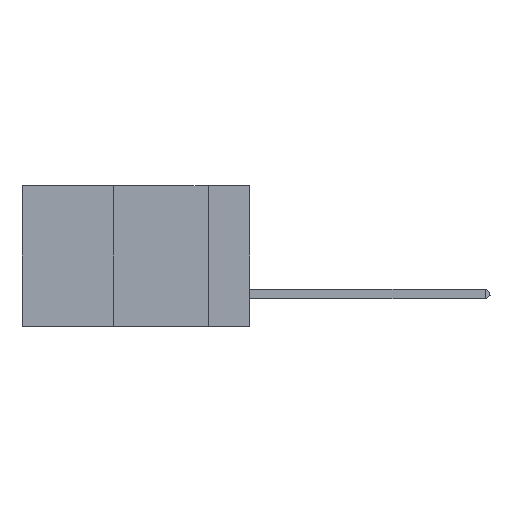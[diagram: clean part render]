
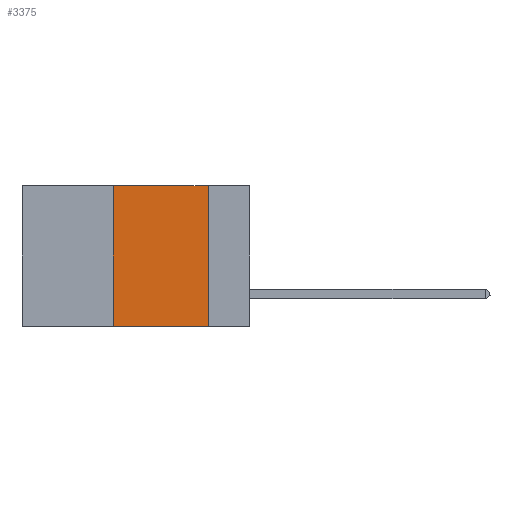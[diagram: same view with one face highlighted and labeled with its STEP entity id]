
A CAD part, left-side view. The second image highlights one B-rep face of the part: STEP entity #3375.
In plain terms, the highlighted planar face has unit normal (-1, 0, 0).
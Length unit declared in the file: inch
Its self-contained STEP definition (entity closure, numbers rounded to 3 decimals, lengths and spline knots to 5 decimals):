
#42 = CARTESIAN_POINT ( 'NONE',  ( 0., 0.6, -0.37 ) ) ;
#651 = ORIENTED_EDGE ( 'NONE', *, *, #17160, .T. ) ;
#1451 = VERTEX_POINT ( 'NONE', #6382 ) ;
#1584 = VECTOR ( 'NONE', #8856, 39.37008 ) ;
#2364 = CARTESIAN_POINT ( 'NONE',  ( 0., 0.36, 0. ) ) ;
#2454 = LINE ( 'NONE', #2364, #3319 ) ;
#2639 = DIRECTION ( 'NONE',  ( 0., -1., 0. ) ) ;
#2694 = VECTOR ( 'NONE', #8914, 39.37008 ) ;
#3072 = EDGE_CURVE ( 'NONE', #13848, #5620, #5198, .T. ) ;
#3319 = VECTOR ( 'NONE', #12112, 39.37008 ) ;
#3375 = ADVANCED_FACE ( 'NONE', ( #10461 ), #10989, .F. ) ;
#3559 = LINE ( 'NONE', #7800, #2694 ) ;
#4564 = EDGE_CURVE ( 'NONE', #1451, #13848, #3559, .T. ) ;
#4726 = CARTESIAN_POINT ( 'NONE',  ( 0., 0.11, 0. ) ) ;
#5198 = LINE ( 'NONE', #4726, #1584 ) ;
#5537 = CARTESIAN_POINT ( 'NONE',  ( 0., 0.6, 0. ) ) ;
#5620 = VERTEX_POINT ( 'NONE', #17431 ) ;
#5886 = EDGE_CURVE ( 'NONE', #13561, #1451, #2454, .T. ) ;
#6382 = CARTESIAN_POINT ( 'NONE',  ( 0., 0.36, 0. ) ) ;
#7800 = CARTESIAN_POINT ( 'NONE',  ( 0., 0.6, 0. ) ) ;
#7824 = ORIENTED_EDGE ( 'NONE', *, *, #3072, .F. ) ;
#8090 = VECTOR ( 'NONE', #2639, 39.37008 ) ;
#8429 = DIRECTION ( 'NONE',  ( 1., 0., 0. ) ) ;
#8856 = DIRECTION ( 'NONE',  ( 0., 0., -1. ) ) ;
#8872 = AXIS2_PLACEMENT_3D ( 'NONE', #5537, #8429, #10943 ) ;
#8914 = DIRECTION ( 'NONE',  ( 0., -1., 0. ) ) ;
#9117 = CARTESIAN_POINT ( 'NONE',  ( 0., 0.11, 0. ) ) ;
#9766 = LINE ( 'NONE', #42, #8090 ) ;
#10461 = FACE_OUTER_BOUND ( 'NONE', #15147, .T. ) ;
#10943 = DIRECTION ( 'NONE',  ( 0., 0., -1. ) ) ;
#10989 = PLANE ( 'NONE',  #8872 ) ;
#12112 = DIRECTION ( 'NONE',  ( 0., 0., 1. ) ) ;
#12423 = CARTESIAN_POINT ( 'NONE',  ( 0., 0.36, -0.37 ) ) ;
#13561 = VERTEX_POINT ( 'NONE', #12423 ) ;
#13848 = VERTEX_POINT ( 'NONE', #9117 ) ;
#14918 = ORIENTED_EDGE ( 'NONE', *, *, #5886, .F. ) ;
#15147 = EDGE_LOOP ( 'NONE', ( #7824, #15959, #14918, #651 ) ) ;
#15959 = ORIENTED_EDGE ( 'NONE', *, *, #4564, .F. ) ;
#17160 = EDGE_CURVE ( 'NONE', #13561, #5620, #9766, .T. ) ;
#17431 = CARTESIAN_POINT ( 'NONE',  ( 0., 0.11, -0.37 ) ) ;
